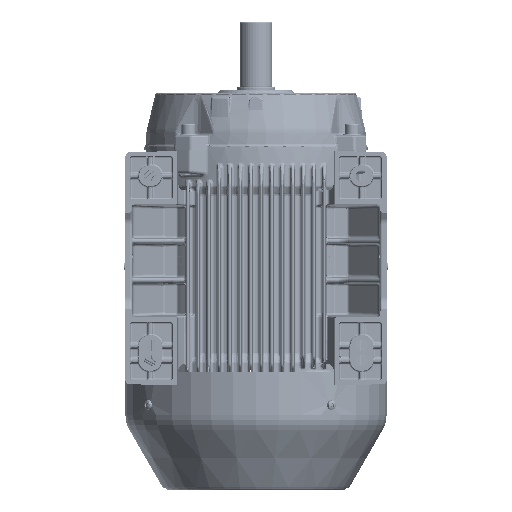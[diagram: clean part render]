
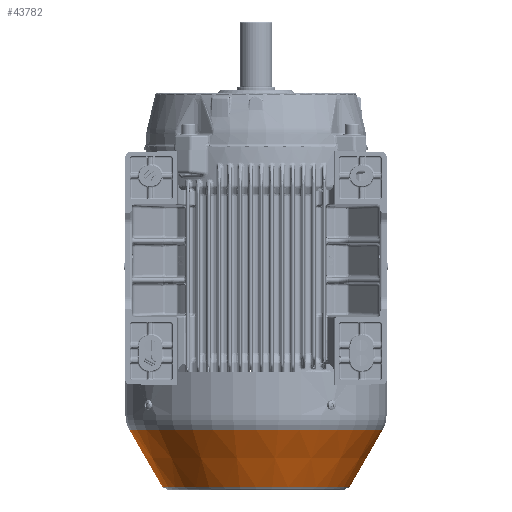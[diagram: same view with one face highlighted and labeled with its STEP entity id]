
A CAD part, front view. The second image highlights one B-rep face of the part: STEP entity #43782.
In plain terms, the highlighted conical face has half-angle 30 degrees and reference radius 157.357 mm.
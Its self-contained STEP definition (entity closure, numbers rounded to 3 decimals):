
#5113=CONICAL_SURFACE('',#161413,157.357,30.);
#43782=ADVANCED_FACE('',(#54653,#54654),#5113,.T.);
#54073=CIRCLE('',#161410,213.301);
#54074=CIRCLE('',#161412,157.357);
#54653=FACE_BOUND('',#62030,.T.);
#54654=FACE_BOUND('',#62031,.T.);
#62030=EDGE_LOOP('',(#99425));
#62031=EDGE_LOOP('',(#99426));
#99425=ORIENTED_EDGE('',*,*,#141719,.T.);
#99426=ORIENTED_EDGE('',*,*,#141720,.F.);
#120093=VERTEX_POINT('',#299513);
#120094=VERTEX_POINT('',#299516);
#141719=EDGE_CURVE('',#120093,#120093,#54073,.T.);
#141720=EDGE_CURVE('',#120094,#120094,#54074,.T.);
#161410=AXIS2_PLACEMENT_3D('',#299512,#190605,#190606);
#161412=AXIS2_PLACEMENT_3D('',#299515,#190609,#190610);
#161413=AXIS2_PLACEMENT_3D('',#299517,#190611,#190612);
#190605=DIRECTION('',(0.,0.,-1.));
#190606=DIRECTION('',(-1.,0.,0.));
#190609=DIRECTION('',(0.,0.,-1.));
#190610=DIRECTION('',(-1.,0.,0.));
#190611=DIRECTION('',(0.,0.,1.));
#190612=DIRECTION('',(1.,0.,0.));
#299512=CARTESIAN_POINT('',(0.,0.,-576.603));
#299513=CARTESIAN_POINT('',(-213.301,0.,-576.603));
#299515=CARTESIAN_POINT('',(0.,0.,-673.5));
#299516=CARTESIAN_POINT('',(-157.357,0.,-673.5));
#299517=CARTESIAN_POINT('',(0.,0.,-673.5));
